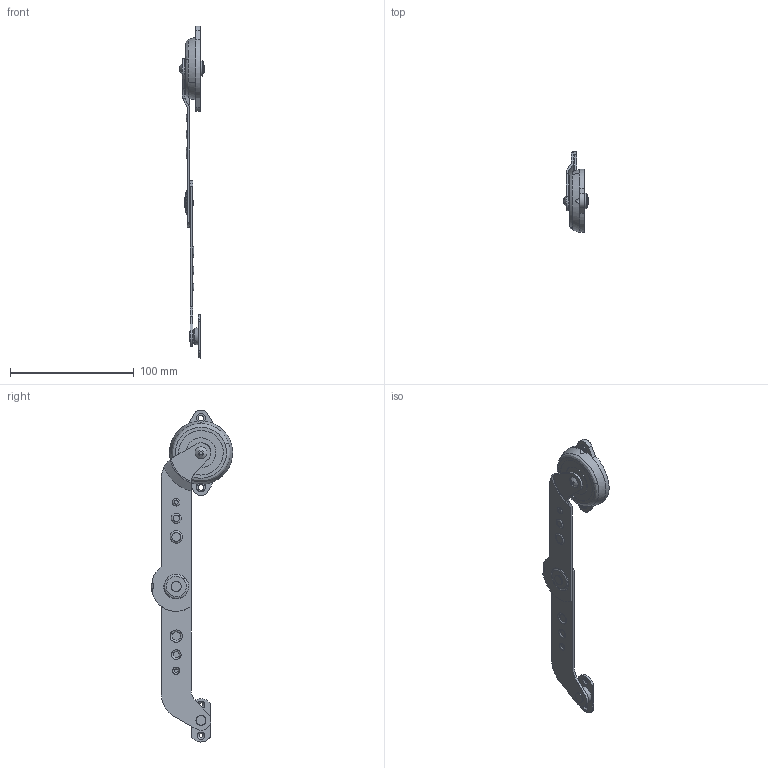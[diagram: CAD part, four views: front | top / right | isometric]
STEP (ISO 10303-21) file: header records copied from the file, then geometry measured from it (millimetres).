
FILE_DESCRIPTION((''),'2;1');
FILE_NAME('','2006-10-22T10:01:01',(''),(''),'','CADfix','');
FILE_SCHEMA(('AUTOMOTIVE_DESIGN { 1 0 10303 214 1 1 1 1 }'));
Length unit declared in the file: millimetre
Products named in the file (15): inner ring_mr; body_mr; washer_B_mr; washer_A_mr; washer_mr; stay_B_mr; stay_A_mr; shaft_mr; screw_mr; 倰倝倴倕倲_B_mr; 倰倝倴倕倲_A_mr; retainer_mr; cover_mr; bracket_mr; TM_281_R_5190_36
Assembly tree (14 placements, depth 2):
  TM_281_R_5190_36
    inner ring_mr
    body_mr
    washer_B_mr
    washer_A_mr
    washer_mr
    stay_B_mr
    stay_A_mr
    shaft_mr
    screw_mr
    倰倝倴倕倲_B_mr
    倰倝倴倕倲_A_mr
    retainer_mr
    cover_mr
    bracket_mr
Bounding box: 20.58 x 65.49 x 268 mm (x, y, z)
Volume: 35846.1 mm3; surface area: 32805.3 mm2
Topology: 14 solids, 14 shells, 460 faces, 1418 edges, 1030 vertices
Faces by surface type: bspline 460
Entity records: 17716 total; most frequent: CARTESIAN_POINT 9659, ORIENTED_EDGE 2836, EDGE_CURVE 1418, VERTEX_POINT 1030, EDGE_LOOP 538, QUASI_UNIFORM_CURVE 512, FACE_OUTER_BOUND 460, ADVANCED_FACE 460
